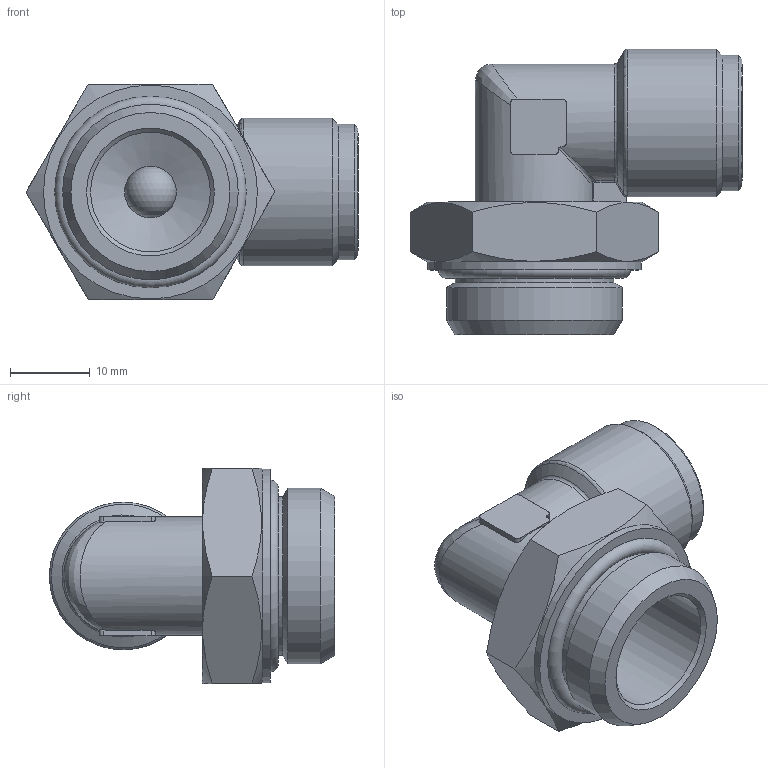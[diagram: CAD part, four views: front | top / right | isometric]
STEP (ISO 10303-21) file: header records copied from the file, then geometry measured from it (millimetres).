
FILE_DESCRIPTION(( 'MAF.16.08.M22X1.5.stp' ), '1');
FILE_NAME( 'MAF.16.08.M22X1.5.stp', '2021-02-19T15:27:24',( 'Sopra'),('sopra-pneumatic.com'), 'SwSTEP 2.0','SolidWorks 2009','' );
FILE_SCHEMA( ( 'AUTOMOTIVE_DESIGN { 1 0 10303 214 1 1 1 1 }' ) );
Length unit declared in the file: millimetre
Products named in the file (1): Rivoluzione2
Bounding box: 41.59 x 35.75 x 27.02 mm (x, y, z)
Volume: 11858.8 mm3; surface area: 6727.9 mm2
Topology: 1 solids, 1 shells, 230 faces, 606 edges, 397 vertices
Faces by surface type: plane 94, bspline 85, cylinder 32, cone 12, torus 6, sphere 1
Full cylindrical faces by diameter (mm): 4.85 x1, 5.85 x1, 6 x1, 6.5 x1, 8.15 x2, 14 x1, 15 x1, 17 x1, 18.5 x1, 19.9 x1, 22 x1, 26.8 x1
Entity records: 13056 total; most frequent: CARTESIAN_POINT 6310, ORIENTED_EDGE 1136, DIRECTION 717, EDGE_CURVE 568, VERTEX_POINT 389, LINE 281, VECTOR 281, EDGE_LOOP 280
